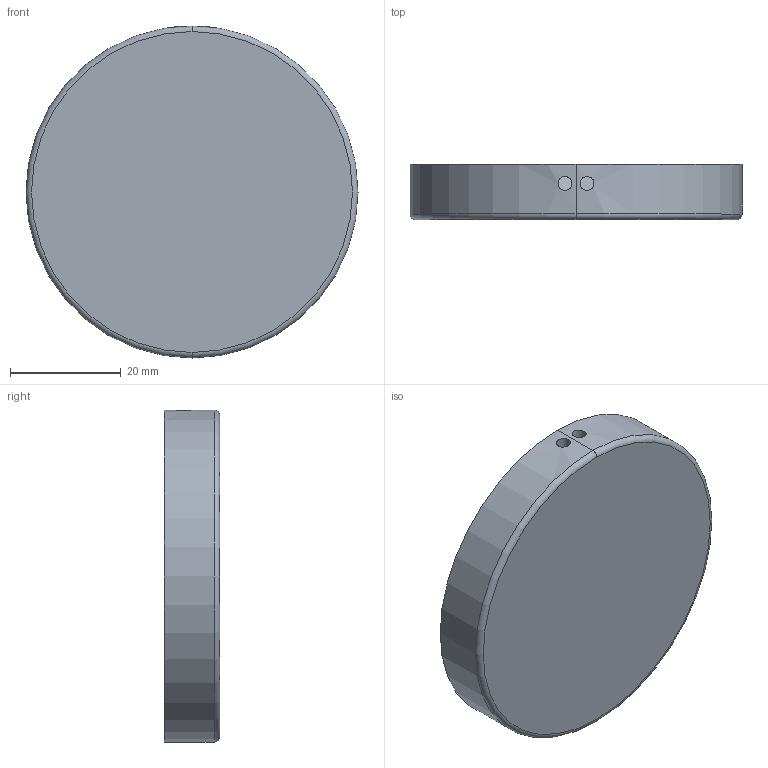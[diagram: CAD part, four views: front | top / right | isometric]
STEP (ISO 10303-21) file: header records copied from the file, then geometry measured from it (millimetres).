
FILE_DESCRIPTION (( 'STEP AP214' ), '1' );
FILE_NAME ('Piezo_mold.STEP', '2025-10-15T21:45:52', ( '' ), ( '' ), 'SwSTEP 2.0', 'SolidWorks 2023', '' );
FILE_SCHEMA (( 'AUTOMOTIVE_DESIGN' ));
Length unit declared in the file: millimetre
Products named in the file (1): Piezo_mold
Bounding box: 60 x 10 x 60 mm (x, y, z)
Volume: 12679.1 mm3; surface area: 7960 mm2
Topology: 1 solids, 1 shells, 14 faces, 30 edges, 18 vertices
Faces by surface type: cylinder 6, torus 4, cone 2, plane 2
Entity records: 549 total; most frequent: CARTESIAN_POINT 217, DIRECTION 66, ORIENTED_EDGE 60, EDGE_CURVE 30, AXIS2_PLACEMENT_3D 29, EDGE_LOOP 18, VERTEX_POINT 18, CIRCLE 14
